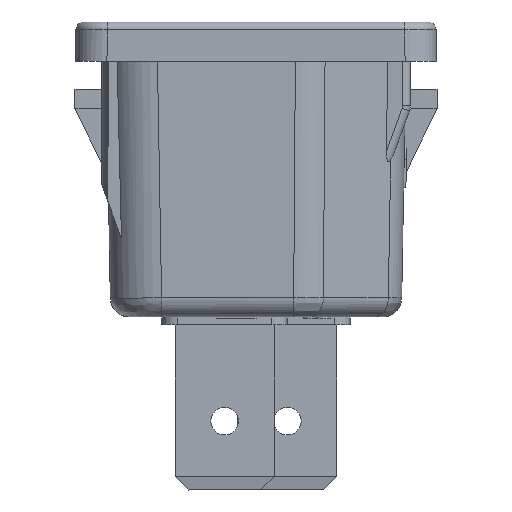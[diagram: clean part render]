
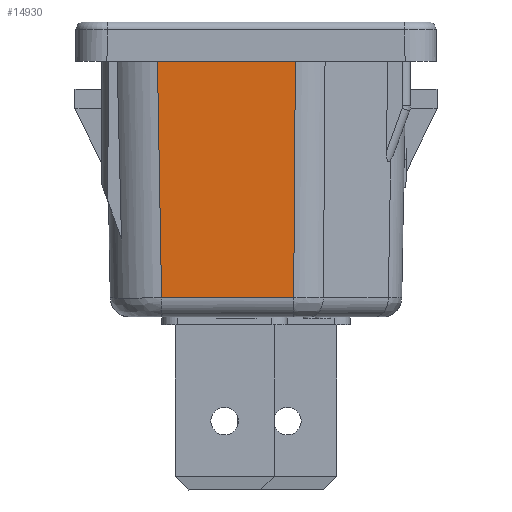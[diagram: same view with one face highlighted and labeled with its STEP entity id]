
A CAD part, left-side view. The second image highlights one B-rep face of the part: STEP entity #14930.
In plain terms, the highlighted face is planar.
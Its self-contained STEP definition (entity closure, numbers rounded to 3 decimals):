
#14460=CARTESIAN_POINT('',(0.111,11.709,0.));
#14470=DIRECTION('',(-1.,-0.017,-0.));
#14480=DIRECTION('',(-0.017,1.,0.));
#14490=AXIS2_PLACEMENT_3D('',#14460,#14470,#14480);
#14500=PLANE('',#14490);
#14510=CARTESIAN_POINT('',(-0.156,26.978,0.));
#14520=DIRECTION('',(0.,0.,1.));
#14530=VECTOR('',#14520,1.);
#14540=LINE('',#14510,#14530);
#14550=CARTESIAN_POINT('',(-0.156,26.978,-6.281
));
#14560=VERTEX_POINT('',#14550);
#14570=CARTESIAN_POINT('',(-0.156,26.978,0.6));
#14580=VERTEX_POINT('',#14570);
#14590=EDGE_CURVE('',#14560,#14580,#14540,.T.);
#14600=ORIENTED_EDGE('',*,*,#14590,.F.);
#14610=CARTESIAN_POINT('',(-0.156,26.978,0.));
#14620=DIRECTION('',(0.,0.,1.));
#14630=VECTOR('',#14620,1.);
#14640=LINE('',#14610,#14630);
#14650=CARTESIAN_POINT('',(-0.156,26.978,2.507)
);
#14660=VERTEX_POINT('',#14650);
#14670=EDGE_CURVE('',#14580,#14660,#14640,.T.);
#14680=ORIENTED_EDGE('',*,*,#14670,.F.);
#14690=CARTESIAN_POINT('',(0.316,-0.048,
2.319));
#14700=DIRECTION('',(-0.017,1.,
0.007));
#14710=VECTOR('',#14700,1.);
#14720=LINE('',#14690,#14710);
#14730=CARTESIAN_POINT('',(0.107,11.907,
2.402));
#14740=VERTEX_POINT('',#14730);
#14750=EDGE_CURVE('',#14740,#14660,#14720,.T.);
#14760=ORIENTED_EDGE('',*,*,#14750,.T.);
#14770=CARTESIAN_POINT('',(0.107,11.907,0.));
#14780=DIRECTION('',(0.,0.,1.));
#14790=VECTOR('',#14780,1.);
#14800=LINE('',#14770,#14790);
#14810=CARTESIAN_POINT('',(0.107,11.907,
-6.018));
#14820=VERTEX_POINT('',#14810);
#14830=EDGE_CURVE('',#14820,#14740,#14800,.T.);
#14840=ORIENTED_EDGE('',*,*,#14830,.T.);
#14850=CARTESIAN_POINT('',(0.316,-0.057,
-5.809));
#14860=DIRECTION('',(0.017,-1.,
0.017));
#14870=VECTOR('',#14860,1.);
#14880=LINE('',#14850,#14870);
#14890=EDGE_CURVE('',#14560,#14820,#14880,.T.);
#14900=ORIENTED_EDGE('',*,*,#14890,.T.);
#14910=EDGE_LOOP('',(#14900,#14840,#14760,#14680,#14600));
#14920=FACE_OUTER_BOUND('',#14910,.T.);
#14930=ADVANCED_FACE('',(#14920),#14500,.T.);
